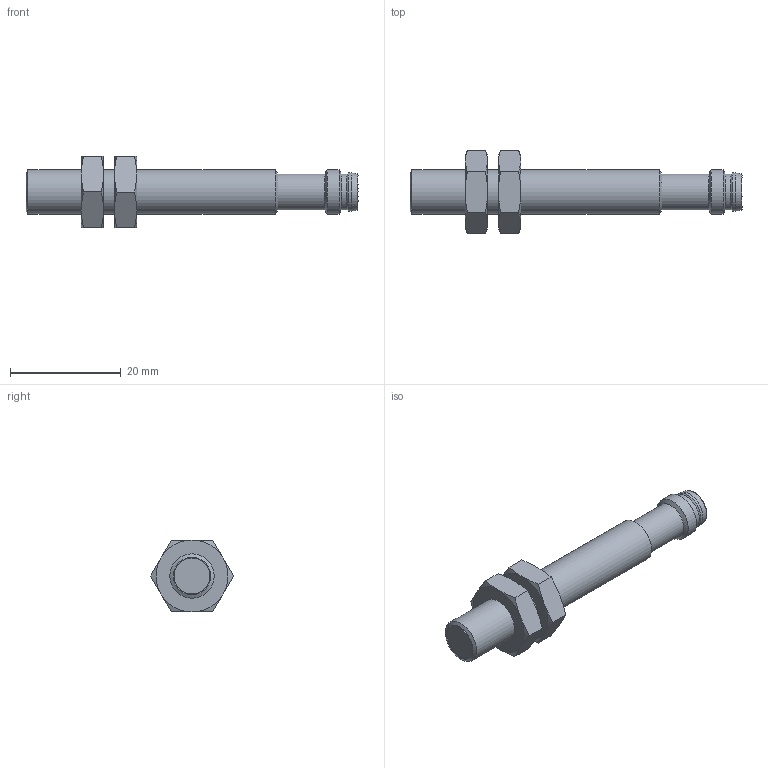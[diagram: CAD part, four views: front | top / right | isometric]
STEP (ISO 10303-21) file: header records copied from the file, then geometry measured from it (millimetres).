
FILE_DESCRIPTION (( 'STEP AP214' ), '1' );
FILE_NAME ('DW-AS-509-M8-390.STEP', '2019-09-11T18:47:22', ( '' ), ( '' ), 'SwSTEP 2.0', 'SolidWorks 2018', '' );
FILE_SCHEMA (( 'AUTOMOTIVE_DESIGN' ));
Length unit declared in the file: inch
Products named in the file (1): DW-AS-509-M8-390
Bounding box: 60 x 15.01 x 13 mm (x, y, z)
Volume: 3452.5 mm3; surface area: 2252.6 mm2
Topology: 1 solids, 1 shells, 71 faces, 152 edges, 90 vertices
Faces by surface type: cone 32, plane 23, cylinder 13, bspline 3
Full cylindrical faces by diameter (mm): 1 x3, 5.7 x1, 5.8 x1, 6.47 x1, 6.5 x2, 6.9 x1, 8 x4
Entity records: 1851 total; most frequent: CARTESIAN_POINT 479, DIRECTION 264, ORIENTED_EDGE 236, AXIS2_PLACEMENT_3D 126, EDGE_CURVE 118, EDGE_LOOP 104, FACE_OUTER_BOUND 85, VERTEX_POINT 82
